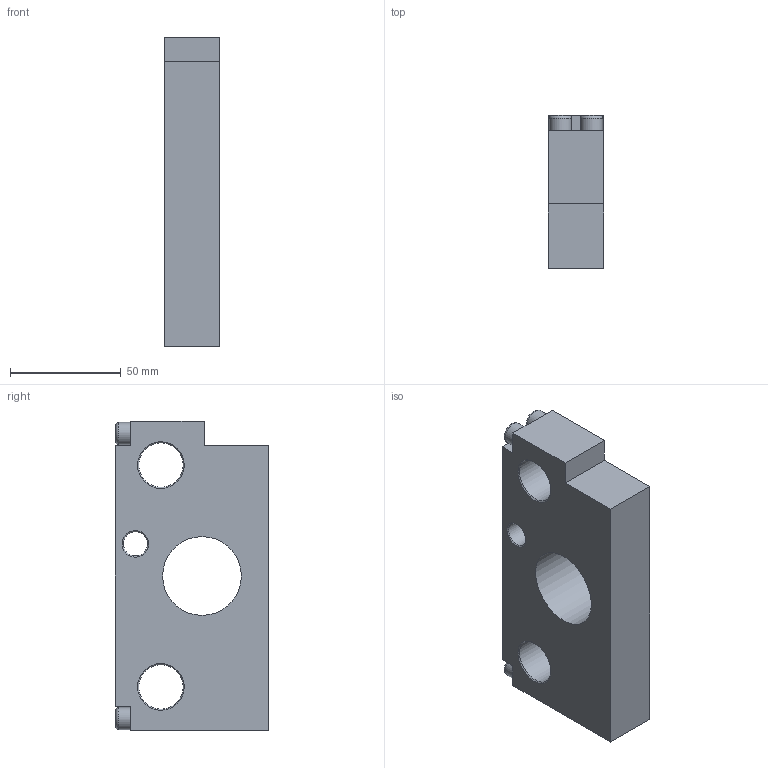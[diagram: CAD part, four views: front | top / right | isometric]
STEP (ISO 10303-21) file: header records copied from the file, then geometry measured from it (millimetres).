
FILE_DESCRIPTION(/* description */ ('STEP AP214'),/* implementation_level */ '2;1');
FILE_NAME(/* name */ '119531_SLM-32-KF-A',/* time_stamp */ '2024-09-15T07:18:06+02:00',/* author */ ('License CC BY-ND 4.0'),/* organization */ ('CADENAS'),/* preprocessor_version */ 'ST-DEVELOPER v19.3',/* originating_system */ 'PARTsolutions',/* authorisation */ ' ');
FILE_SCHEMA (('AUTOMOTIVE_DESIGN {1 0 10303 214 3 1 1}'));
Length unit declared in the file: millimetre
Products named in the file (1): 119531 SLM-32-KF-A
Bounding box: 25 x 69 x 139.5 mm (x, y, z)
Volume: 187925.3 mm3; surface area: 32950 mm2
Topology: 1 solids, 1 shells, 62 faces, 146 edges, 94 vertices
Faces by surface type: plane 44, cylinder 8, cone 6, torus 4
Full cylindrical faces by diameter (mm): 10 x4, 10.917 x1, 20 x2, 35.5 x1
Entity records: 1712 total; most frequent: CARTESIAN_POINT 285, DIRECTION 280, ORIENTED_EDGE 256, EDGE_CURVE 128, LINE 102, VECTOR 102, EDGE_LOOP 96, FACE_BOUND 96
